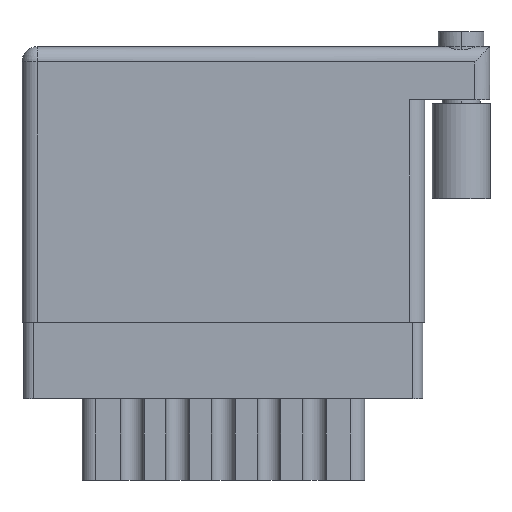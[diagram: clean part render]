
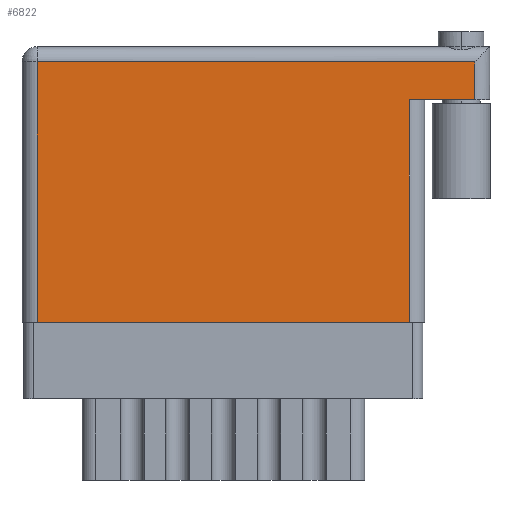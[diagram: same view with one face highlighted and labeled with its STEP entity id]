
A CAD part, front view. The second image highlights one B-rep face of the part: STEP entity #6822.
In plain terms, the highlighted face is planar.
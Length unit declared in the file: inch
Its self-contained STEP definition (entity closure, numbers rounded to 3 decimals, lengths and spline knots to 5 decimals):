
#11 = CARTESIAN_POINT ( 'NONE',  ( 1.275, 0., 0. ) ) ;
#1266 = VECTOR ( 'NONE', #17638, 39.37008 ) ;
#1388 = DIRECTION ( 'NONE',  ( 1., 0., 0. ) ) ;
#1429 = CARTESIAN_POINT ( 'NONE',  ( 0.05, 0., 0. ) ) ;
#1451 = ORIENTED_EDGE ( 'NONE', *, *, #22018, .T. ) ;
#1486 = CARTESIAN_POINT ( 'NONE',  ( 0., 0.856, 0. ) ) ;
#2183 = VERTEX_POINT ( 'NONE', #6850 ) ;
#2697 = VECTOR ( 'NONE', #7533, 39.37008 ) ;
#2941 = PLANE ( 'NONE',  #9651 ) ;
#3034 = VERTEX_POINT ( 'NONE', #11 ) ;
#3190 = CARTESIAN_POINT ( 'NONE',  ( 1.275, 0.731, 0. ) ) ;
#4090 = CARTESIAN_POINT ( 'NONE',  ( 1.539, 0.731, 0. ) ) ;
#4217 = ORIENTED_EDGE ( 'NONE', *, *, #14675, .T. ) ;
#4283 = DIRECTION ( 'NONE',  ( 0., 1., 0. ) ) ;
#5093 = LINE ( 'NONE', #8754, #7435 ) ;
#5796 = VERTEX_POINT ( 'NONE', #18408 ) ;
#6506 = FACE_OUTER_BOUND ( 'NONE', #9719, .T. ) ;
#6743 = ORIENTED_EDGE ( 'NONE', *, *, #7738, .T. ) ;
#6822 = ADVANCED_FACE ( 'NONE', ( #6506 ), #2941, .F. ) ;
#6850 = CARTESIAN_POINT ( 'NONE',  ( 1.489, 0.731, 0. ) ) ;
#7108 = EDGE_CURVE ( 'NONE', #5796, #11766, #16371, .T. ) ;
#7435 = VECTOR ( 'NONE', #1388, 39.37008 ) ;
#7490 = CARTESIAN_POINT ( 'NONE',  ( 1.275, 0.731, 0. ) ) ;
#7533 = DIRECTION ( 'NONE',  ( 0., -1., 0. ) ) ;
#7738 = EDGE_CURVE ( 'NONE', #17527, #5796, #11940, .T. ) ;
#7804 = VECTOR ( 'NONE', #19194, 39.37008 ) ;
#8428 = VECTOR ( 'NONE', #4283, 39.37008 ) ;
#8754 = CARTESIAN_POINT ( 'NONE',  ( 0., 0., 0. ) ) ;
#9651 = AXIS2_PLACEMENT_3D ( 'NONE', #12010, #20401, #22356 ) ;
#9719 = EDGE_LOOP ( 'NONE', ( #1451, #20741, #21727, #4217, #6743, #16147 ) ) ;
#9868 = CARTESIAN_POINT ( 'NONE',  ( 1.489, 0.906, 0. ) ) ;
#9969 = VERTEX_POINT ( 'NONE', #3190 ) ;
#10547 = EDGE_CURVE ( 'NONE', #2183, #9969, #12792, .T. ) ;
#11048 = LINE ( 'NONE', #7490, #8428 ) ;
#11607 = LINE ( 'NONE', #9868, #16697 ) ;
#11766 = VERTEX_POINT ( 'NONE', #1429 ) ;
#11940 = LINE ( 'NONE', #1486, #7804 ) ;
#12010 = CARTESIAN_POINT ( 'NONE',  ( 0., 0.906, 0. ) ) ;
#12792 = LINE ( 'NONE', #4090, #1266 ) ;
#12815 = CARTESIAN_POINT ( 'NONE',  ( 0.05, 0., 0. ) ) ;
#13348 = CARTESIAN_POINT ( 'NONE',  ( 1.489, 0.856, 0. ) ) ;
#14675 = EDGE_CURVE ( 'NONE', #2183, #17527, #11607, .T. ) ;
#16147 = ORIENTED_EDGE ( 'NONE', *, *, #7108, .T. ) ;
#16371 = LINE ( 'NONE', #12815, #2697 ) ;
#16697 = VECTOR ( 'NONE', #20566, 39.37008 ) ;
#17527 = VERTEX_POINT ( 'NONE', #13348 ) ;
#17638 = DIRECTION ( 'NONE',  ( -1., 0., 0. ) ) ;
#18408 = CARTESIAN_POINT ( 'NONE',  ( 0.05, 0.856, 0. ) ) ;
#19194 = DIRECTION ( 'NONE',  ( -1., 0., 0. ) ) ;
#19271 = EDGE_CURVE ( 'NONE', #3034, #9969, #11048, .T. ) ;
#20401 = DIRECTION ( 'NONE',  ( 0., 0., -1. ) ) ;
#20566 = DIRECTION ( 'NONE',  ( 0., 1., 0. ) ) ;
#20741 = ORIENTED_EDGE ( 'NONE', *, *, #19271, .T. ) ;
#21727 = ORIENTED_EDGE ( 'NONE', *, *, #10547, .F. ) ;
#22018 = EDGE_CURVE ( 'NONE', #11766, #3034, #5093, .T. ) ;
#22356 = DIRECTION ( 'NONE',  ( -1., 0., 0. ) ) ;
